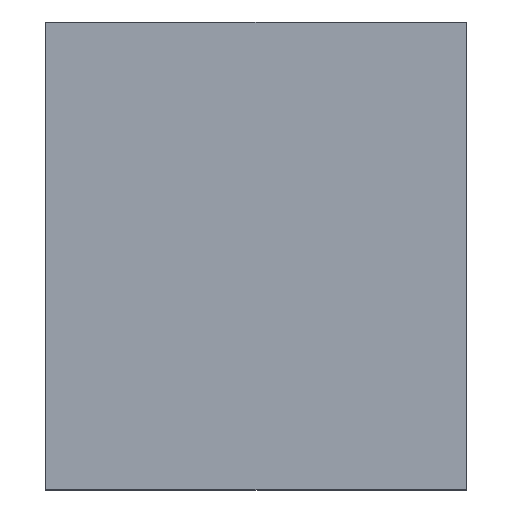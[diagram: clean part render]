
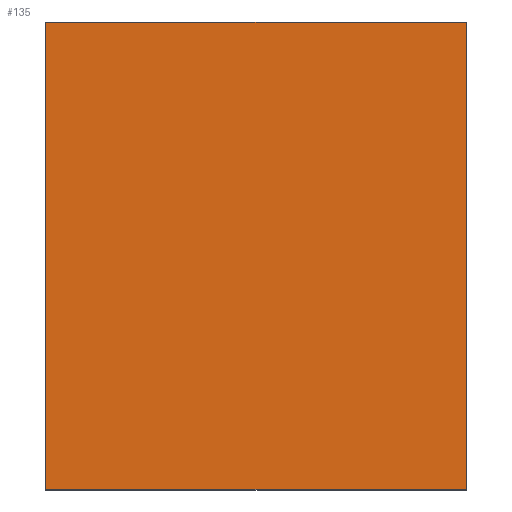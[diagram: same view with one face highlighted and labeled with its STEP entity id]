
A CAD part, top view. The second image highlights one B-rep face of the part: STEP entity #135.
In plain terms, the highlighted planar face has unit normal (0, 0, 1).
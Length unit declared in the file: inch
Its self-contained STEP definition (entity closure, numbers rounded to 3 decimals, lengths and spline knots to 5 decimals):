
#3 = DIRECTION ( 'NONE',  ( 1., 0., 0. ) ) ;
#4 = EDGE_CURVE ( 'NONE', #337, #9, #358, .T. ) ;
#9 = VERTEX_POINT ( 'NONE', #291 ) ;
#17 = VERTEX_POINT ( 'NONE', #232 ) ;
#27 = VECTOR ( 'NONE', #111, 39.37008 ) ;
#58 = DIRECTION ( 'NONE',  ( 0., -1., 0. ) ) ;
#97 = EDGE_CURVE ( 'NONE', #9, #17, #309, .T. ) ;
#111 = DIRECTION ( 'NONE',  ( 1., 0., 0. ) ) ;
#119 = CARTESIAN_POINT ( 'NONE',  ( -0.9, 2., 1.2 ) ) ;
#131 = ORIENTED_EDGE ( 'NONE', *, *, #281, .F. ) ;
#135 = ADVANCED_FACE ( 'NONE', ( #157 ), #364, .F. ) ;
#136 = EDGE_LOOP ( 'NONE', ( #245, #131, #226, #208 ) ) ;
#148 = CARTESIAN_POINT ( 'NONE',  ( -0.9, 2., 1.2 ) ) ;
#157 = FACE_OUTER_BOUND ( 'NONE', #136, .T. ) ;
#163 = AXIS2_PLACEMENT_3D ( 'NONE', #336, #273, #369 ) ;
#169 = VECTOR ( 'NONE', #284, 39.37008 ) ;
#205 = CARTESIAN_POINT ( 'NONE',  ( 0.9, 2., 1.2 ) ) ;
#208 = ORIENTED_EDGE ( 'NONE', *, *, #4, .T. ) ;
#226 = ORIENTED_EDGE ( 'NONE', *, *, #290, .F. ) ;
#232 = CARTESIAN_POINT ( 'NONE',  ( 0.9, 0., 1.2 ) ) ;
#240 = CARTESIAN_POINT ( 'NONE',  ( -0.9, 0., 1.2 ) ) ;
#245 = ORIENTED_EDGE ( 'NONE', *, *, #97, .T. ) ;
#256 = CARTESIAN_POINT ( 'NONE',  ( -0.9, 2., 1.2 ) ) ;
#273 = DIRECTION ( 'NONE',  ( 0., 0., -1. ) ) ;
#281 = EDGE_CURVE ( 'NONE', #304, #17, #349, .T. ) ;
#284 = DIRECTION ( 'NONE',  ( 0., -1., 0. ) ) ;
#290 = EDGE_CURVE ( 'NONE', #337, #304, #374, .T. ) ;
#291 = CARTESIAN_POINT ( 'NONE',  ( -0.9, 0., 1.2 ) ) ;
#304 = VERTEX_POINT ( 'NONE', #205 ) ;
#309 = LINE ( 'NONE', #240, #359 ) ;
#313 = VECTOR ( 'NONE', #58, 39.37008 ) ;
#318 = CARTESIAN_POINT ( 'NONE',  ( 0.9, 2., 1.2 ) ) ;
#336 = CARTESIAN_POINT ( 'NONE',  ( -0.9, 2., 1.2 ) ) ;
#337 = VERTEX_POINT ( 'NONE', #148 ) ;
#349 = LINE ( 'NONE', #318, #169 ) ;
#358 = LINE ( 'NONE', #119, #313 ) ;
#359 = VECTOR ( 'NONE', #3, 39.37008 ) ;
#364 = PLANE ( 'NONE',  #163 ) ;
#369 = DIRECTION ( 'NONE',  ( -1., 0., 0. ) ) ;
#374 = LINE ( 'NONE', #256, #27 ) ;
